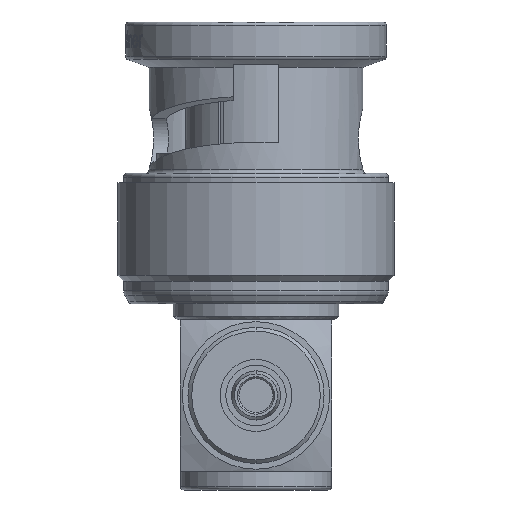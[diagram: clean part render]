
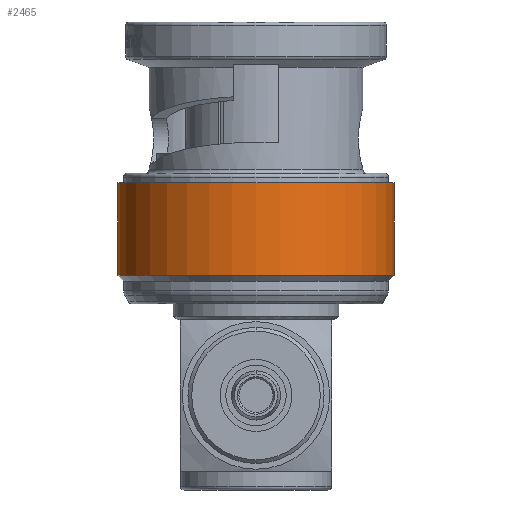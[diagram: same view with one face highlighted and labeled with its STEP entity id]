
A CAD part, front view. The second image highlights one B-rep face of the part: STEP entity #2465.
In plain terms, the highlighted cylindrical face has radius 7.3 mm (diameter 14.6 mm), a partial arc.
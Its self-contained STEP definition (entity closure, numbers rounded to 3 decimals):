
#2465 = ADVANCED_FACE ( 'NONE', ( #17386 ), #17433, .T. ) ;
#2938 = VERTEX_POINT ( 'NONE', #7240 ) ;
#2963 = VERTEX_POINT ( 'NONE', #7249 ) ;
#3116 = VERTEX_POINT ( 'NONE', #7310 ) ;
#3919 = VERTEX_POINT ( 'NONE', #7569 ) ;
#5019 = EDGE_CURVE ( 'NONE', #2938, #3919, #7856, .T. ) ;
#5021 = EDGE_CURVE ( 'NONE', #3116, #2963, #7862, .T. ) ;
#5257 = AXIS2_PLACEMENT_3D ( 'NONE', #15413, #15414, #15415 ) ;
#5298 = AXIS2_PLACEMENT_3D ( 'NONE', #15416, #15417, #15418 ) ;
#5322 = DIRECTION ( 'NONE',  ( 0., 0., 1. ) ) ;
#5347 = CARTESIAN_POINT ( 'NONE',  ( 0., 0., 2.634 ) ) ;
#5360 = DIRECTION ( 'NONE',  ( 1., 0., 0. ) ) ;
#5555 = ORIENTED_EDGE ( 'NONE', *, *, #13824, .T. ) ;
#5614 = ORIENTED_EDGE ( 'NONE', *, *, #5019, .F. ) ;
#5667 = ORIENTED_EDGE ( 'NONE', *, *, #13823, .F. ) ;
#6007 = ORIENTED_EDGE ( 'NONE', *, *, #5021, .T. ) ;
#7240 = CARTESIAN_POINT ( 'NONE',  ( -7.3, 0., -12.55 ) ) ;
#7249 = CARTESIAN_POINT ( 'NONE',  ( 7.3, 0., -7.65 ) ) ;
#7310 = CARTESIAN_POINT ( 'NONE',  ( 7.3, 0., -12.55 ) ) ;
#7569 = CARTESIAN_POINT ( 'NONE',  ( -7.3, 0., -7.65 ) ) ;
#7856 = LINE ( 'NONE', #7857, #10561 ) ;
#7857 = CARTESIAN_POINT ( 'NONE',  ( -7.3, 0., 2.634 ) ) ;
#7858 = DIRECTION ( 'NONE',  ( 0., 0., 1. ) ) ;
#7862 = LINE ( 'NONE', #7863, #10553 ) ;
#7863 = CARTESIAN_POINT ( 'NONE',  ( 7.3, 0., 2.634 ) ) ;
#7864 = DIRECTION ( 'NONE',  ( 0., 0., 1. ) ) ;
#10059 = EDGE_LOOP ( 'NONE', ( #5614, #5555, #6007, #5667 ) ) ;
#10553 = VECTOR ( 'NONE', #7864, 1000. ) ;
#10561 = VECTOR ( 'NONE', #7858, 1000. ) ;
#13823 = EDGE_CURVE ( 'NONE', #3919, #2963, #17005, .T. ) ;
#13824 = EDGE_CURVE ( 'NONE', #2938, #3116, #17006, .T. ) ;
#15413 = CARTESIAN_POINT ( 'NONE',  ( 0., 0., -7.65 ) ) ;
#15414 = DIRECTION ( 'NONE',  ( 0., 0., 1. ) ) ;
#15415 = DIRECTION ( 'NONE',  ( 1., 0., 0. ) ) ;
#15416 = CARTESIAN_POINT ( 'NONE',  ( 0., 0., -12.55 ) ) ;
#15417 = DIRECTION ( 'NONE',  ( 0., 0., 1. ) ) ;
#15418 = DIRECTION ( 'NONE',  ( 1., 0., 0. ) ) ;
#17005 = CIRCLE ( 'NONE', #5257, 7.3 ) ;
#17006 = CIRCLE ( 'NONE', #5298, 7.3 ) ;
#17202 = AXIS2_PLACEMENT_3D ( 'NONE', #5347, #5322, #5360 ) ;
#17386 = FACE_OUTER_BOUND ( 'NONE', #10059, .T. ) ;
#17433 = CYLINDRICAL_SURFACE ( 'NONE', #17202, 7.3 ) ;
